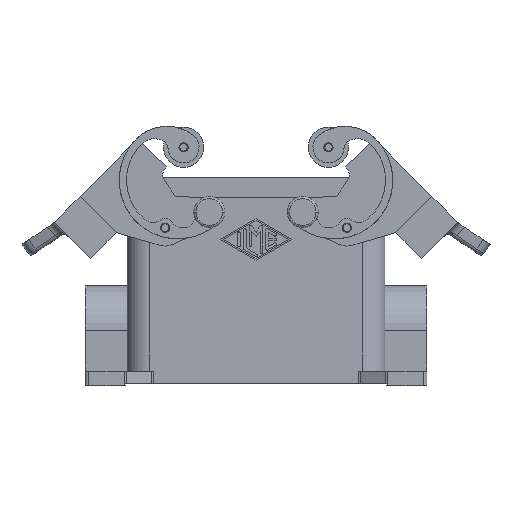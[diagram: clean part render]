
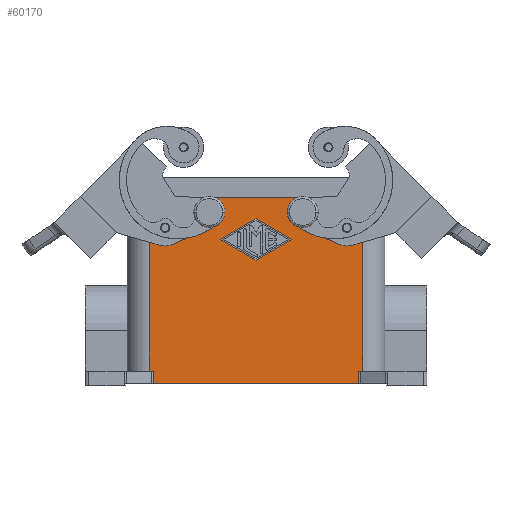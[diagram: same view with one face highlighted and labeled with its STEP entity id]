
A CAD part, front view. The second image highlights one B-rep face of the part: STEP entity #60170.
In plain terms, the highlighted planar face has unit normal (0, -1, 0).
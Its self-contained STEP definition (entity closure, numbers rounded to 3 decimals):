
#3180=CARTESIAN_POINT('',(-12.75,-21.75,19.5));
#3190=DIRECTION('',(-0.,1.,-0.));
#3200=DIRECTION('',(-1.,0.,0.));
#3210=AXIS2_PLACEMENT_3D('',#3180,#3190,#3200);
#3220=CIRCLE('',#3210,2.5);
#3230=CARTESIAN_POINT('',(-12.75,-21.75,22.));
#3240=VERTEX_POINT('',#3230);
#3250=CARTESIAN_POINT('',(-10.25,-21.75,19.5));
#3260=VERTEX_POINT('',#3250);
#3270=EDGE_CURVE('',#3240,#3260,#3220,.T.);
#3540=CARTESIAN_POINT('',(-15.25,-21.75,19.5));
#3550=VERTEX_POINT('',#3540);
#3580=EDGE_CURVE('',#3550,#3240,#3220,.T.);
#11590=CARTESIAN_POINT('',(15.25,-21.75,19.5));
#11600=VERTEX_POINT('',#11590);
#11630=CARTESIAN_POINT('',(12.75,-21.75,19.5));
#11640=DIRECTION('',(0.,1.,0.));
#11650=DIRECTION('',(1.,-0.,0.));
#11660=AXIS2_PLACEMENT_3D('',#11630,#11640,#11650);
#11670=CIRCLE('',#11660,2.5);
#11680=CARTESIAN_POINT('',(12.75,-21.75,17.));
#11690=VERTEX_POINT('',#11680);
#11700=EDGE_CURVE('',#11600,#11690,#11670,.T.);
#11720=CARTESIAN_POINT('',(10.25,-21.75,19.5));
#11730=VERTEX_POINT('',#11720);
#11740=EDGE_CURVE('',#11690,#11730,#11670,.T.);
#40020=CARTESIAN_POINT('',(28.121,-21.75,-24.));
#40030=DIRECTION('',(0.,0.,-1.));
#40040=VECTOR('',#40030,1.);
#40050=LINE('',#40020,#40040);
#40060=CARTESIAN_POINT('',(28.121,-21.75,-24.));
#40070=VERTEX_POINT('',#40060);
#40080=CARTESIAN_POINT('',(28.121,-21.75,-27.5));
#40090=VERTEX_POINT('',#40080);
#40100=EDGE_CURVE('',#40070,#40090,#40050,.T.);
#40510=CARTESIAN_POINT('',(-28.121,-21.75,-27.5));
#40520=DIRECTION('',(0.,0.,1.));
#40530=VECTOR('',#40520,1.);
#40540=LINE('',#40510,#40530);
#40550=CARTESIAN_POINT('',(-28.121,-21.75,-27.5));
#40560=VERTEX_POINT('',#40550);
#40570=CARTESIAN_POINT('',(-28.121,-21.75,-24.));
#40580=VERTEX_POINT('',#40570);
#40590=EDGE_CURVE('',#40560,#40580,#40540,.T.);
#48720=CARTESIAN_POINT('',(0.,-21.75,-27.5));
#48730=DIRECTION('',(-1.,-0.,0.));
#48740=VECTOR('',#48730,1.);
#48750=LINE('',#48720,#48740);
#48760=EDGE_CURVE('',#40090,#40560,#48750,.T.);
#56590=CARTESIAN_POINT('',(0.,-21.75,-24.));
#56600=DIRECTION('',(1.,0.,0.));
#56610=VECTOR('',#56600,1.);
#56620=LINE('',#56590,#56610);
#56630=CARTESIAN_POINT('',(29.25,-21.75,-24.));
#56640=VERTEX_POINT('',#56630);
#56650=EDGE_CURVE('',#40070,#56640,#56620,.T.);
#59300=CARTESIAN_POINT('',(-35.1,-21.75,28.6));
#59310=DIRECTION('',(0.,-1.,0.));
#59320=DIRECTION('',(-1.,-0.,0.));
#59330=AXIS2_PLACEMENT_3D('',#59300,#59310,#59320);
#59340=PLANE('',#59330);
#59350=CARTESIAN_POINT('',(0.,-21.75,-24.));
#59360=DIRECTION('',(1.,-0.,-0.));
#59370=VECTOR('',#59360,1.);
#59380=LINE('',#59350,#59370);
#59390=CARTESIAN_POINT('',(-29.25,-21.75,-24.));
#59400=VERTEX_POINT('',#59390);
#59410=EDGE_CURVE('',#59400,#40580,#59380,.T.);
#59420=ORIENTED_EDGE('',*,*,#59410,.T.);
#59430=CARTESIAN_POINT('',(-29.25,-21.75,23.5));
#59440=DIRECTION('',(0.,0.,-1.));
#59450=VECTOR('',#59440,1.);
#59460=LINE('',#59430,#59450);
#59470=CARTESIAN_POINT('',(-29.25,-21.75,23.5));
#59480=VERTEX_POINT('',#59470);
#59490=EDGE_CURVE('',#59480,#59400,#59460,.T.);
#59500=ORIENTED_EDGE('',*,*,#59490,.T.);
#59510=CARTESIAN_POINT('',(0.,-21.75,23.5));
#59520=DIRECTION('',(-1.,-0.,-0.));
#59530=VECTOR('',#59520,1.);
#59540=LINE('',#59510,#59530);
#59550=CARTESIAN_POINT('',(29.25,-21.75,23.5));
#59560=VERTEX_POINT('',#59550);
#59570=EDGE_CURVE('',#59560,#59480,#59540,.T.);
#59580=ORIENTED_EDGE('',*,*,#59570,.T.);
#59590=CARTESIAN_POINT('',(29.25,-21.75,23.5));
#59600=DIRECTION('',(0.,0.,-1.));
#59610=VECTOR('',#59600,1.);
#59620=LINE('',#59590,#59610);
#59630=EDGE_CURVE('',#59560,#56640,#59620,.T.);
#59640=ORIENTED_EDGE('',*,*,#59630,.F.);
#59650=ORIENTED_EDGE('',*,*,#56650,.T.);
#59660=ORIENTED_EDGE('',*,*,#40100,.F.);
#59670=ORIENTED_EDGE('',*,*,#48760,.F.);
#59680=ORIENTED_EDGE('',*,*,#40590,.F.);
#59690=EDGE_LOOP('',(#59680,#59670,#59660,#59650,#59640,#59580,#59500,
#59420));
#59700=FACE_OUTER_BOUND('',#59690,.T.);
#59710=CARTESIAN_POINT('',(0.,-21.75,6.375));
#59720=DIRECTION('',(-0.866,0.,-0.5));
#59730=VECTOR('',#59720,1.);
#59740=LINE('',#59710,#59730);
#59750=CARTESIAN_POINT('',(9.75,-21.75,12.));
#59760=VERTEX_POINT('',#59750);
#59770=CARTESIAN_POINT('',(0.,-21.75,6.375));
#59780=VERTEX_POINT('',#59770);
#59790=EDGE_CURVE('',#59760,#59780,#59740,.T.);
#59800=ORIENTED_EDGE('',*,*,#59790,.T.);
#59810=CARTESIAN_POINT('',(0.,-21.75,17.625));
#59820=DIRECTION('',(0.866,0.,-0.5));
#59830=VECTOR('',#59820,1.);
#59840=LINE('',#59810,#59830);
#59850=CARTESIAN_POINT('',(0.,-21.75,17.625));
#59860=VERTEX_POINT('',#59850);
#59870=EDGE_CURVE('',#59860,#59760,#59840,.T.);
#59880=ORIENTED_EDGE('',*,*,#59870,.T.);
#59890=CARTESIAN_POINT('',(0.,-21.75,17.625));
#59900=DIRECTION('',(0.866,0.,0.5));
#59910=VECTOR('',#59900,1.);
#59920=LINE('',#59890,#59910);
#59930=CARTESIAN_POINT('',(-9.75,-21.75,12.));
#59940=VERTEX_POINT('',#59930);
#59950=EDGE_CURVE('',#59940,#59860,#59920,.T.);
#59960=ORIENTED_EDGE('',*,*,#59950,.T.);
#59970=CARTESIAN_POINT('',(0.,-21.75,6.375));
#59980=DIRECTION('',(-0.866,0.,0.5));
#59990=VECTOR('',#59980,1.);
#60000=LINE('',#59970,#59990);
#60010=EDGE_CURVE('',#59780,#59940,#60000,.T.);
#60020=ORIENTED_EDGE('',*,*,#60010,.T.);
#60030=EDGE_LOOP('',(#60020,#59960,#59880,#59800));
#60040=FACE_BOUND('',#60030,.T.);
#60050=EDGE_CURVE('',#11730,#11600,#11670,.T.);
#60060=ORIENTED_EDGE('',*,*,#60050,.T.);
#60070=ORIENTED_EDGE('',*,*,#11740,.T.);
#60080=ORIENTED_EDGE('',*,*,#11700,.T.);
#60090=EDGE_LOOP('',(#60080,#60070,#60060));
#60100=FACE_BOUND('',#60090,.T.);
#60110=EDGE_CURVE('',#3260,#3550,#3220,.T.);
#60120=ORIENTED_EDGE('',*,*,#60110,.T.);
#60130=ORIENTED_EDGE('',*,*,#3270,.T.);
#60140=ORIENTED_EDGE('',*,*,#3580,.T.);
#60150=EDGE_LOOP('',(#60140,#60130,#60120));
#60160=FACE_BOUND('',#60150,.T.);
#60170=ADVANCED_FACE('',(#59700,#60040,#60100,#60160),#59340,.T.);
